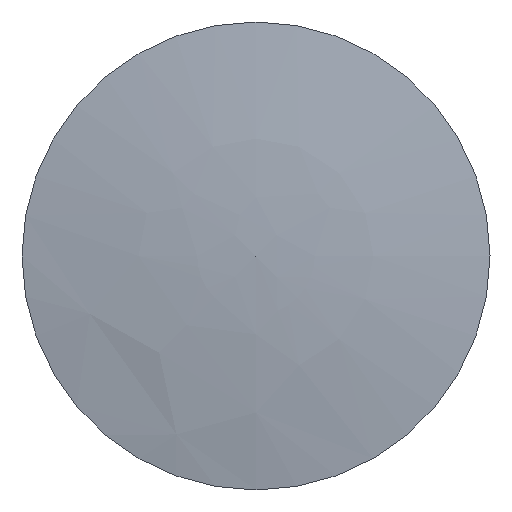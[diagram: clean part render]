
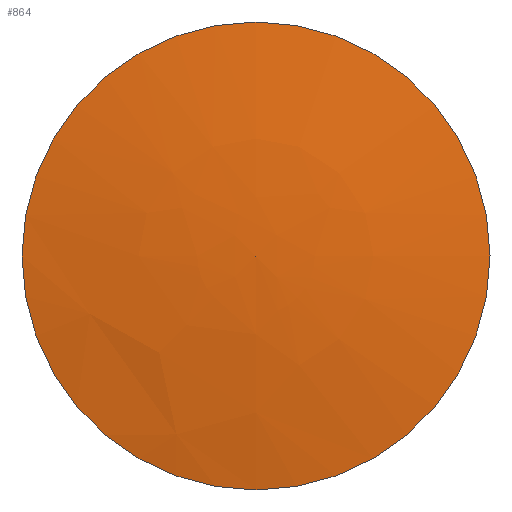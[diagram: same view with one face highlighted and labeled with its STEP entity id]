
A CAD part, left-side view. The second image highlights one B-rep face of the part: STEP entity #864.
In plain terms, the highlighted free-form (B-spline) face has degree [2, 2] with [3, 9] control points.
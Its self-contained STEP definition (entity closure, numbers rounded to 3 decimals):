
#31=(
BOUNDED_SURFACE()
B_SPLINE_SURFACE(2,2,((#1571,#1572,#1573,#1574,#1575,#1576,#1577,#1578,
#1579),(#1580,#1581,#1582,#1583,#1584,#1585,#1586,#1587,#1588),(#1589,#1590,
#1591,#1592,#1593,#1594,#1595,#1596,#1597)),.UNSPECIFIED.,.F.,.T.,.F.)
B_SPLINE_SURFACE_WITH_KNOTS((3,3),(3,2,2,2,3),(1.397,1.563),
(-3.142,-1.571,0.,1.571,3.142),
 .UNSPECIFIED.)
GEOMETRIC_REPRESENTATION_ITEM()
RATIONAL_B_SPLINE_SURFACE(((1.,0.707,1.,0.707,1.,
0.707,1.,0.707,1.),(0.997,0.705,
0.997,0.705,0.997,0.705,0.997,
0.705,0.997),(1.,0.707,1.,0.707,
1.,0.707,1.,0.707,1.)))
REPRESENTATION_ITEM('')
SURFACE()
);
#220=FACE_OUTER_BOUND('',#276,.T.);
#276=EDGE_LOOP('',(#643,#644,#645,#646));
#342=CIRCLE('',#1045,16.5);
#343=CIRCLE('',#1046,16.5);
#344=CIRCLE('',#1047,100.);
#401=VERTEX_POINT('',#1566);
#402=VERTEX_POINT('',#1567);
#403=VERTEX_POINT('',#1598);
#491=EDGE_CURVE('',#401,#402,#342,.T.);
#493=EDGE_CURVE('',#402,#401,#343,.T.);
#494=EDGE_CURVE('',#403,#402,#344,.T.);
#643=ORIENTED_EDGE('',*,*,#494,.T.);
#644=ORIENTED_EDGE('',*,*,#493,.T.);
#645=ORIENTED_EDGE('',*,*,#491,.T.);
#646=ORIENTED_EDGE('',*,*,#494,.F.);
#864=ADVANCED_FACE('',(#220),#31,.F.);
#1045=AXIS2_PLACEMENT_3D('',#1568,#1205,#1206);
#1046=AXIS2_PLACEMENT_3D('',#1570,#1208,#1209);
#1047=AXIS2_PLACEMENT_3D('',#1599,#1210,#1211);
#1205=DIRECTION('center_axis',(-1.,0.,0.));
#1206=DIRECTION('ref_axis',(0.,0.,1.));
#1208=DIRECTION('center_axis',(-1.,0.,0.));
#1209=DIRECTION('ref_axis',(0.,0.,1.));
#1210=DIRECTION('center_axis',(0.,-1.,0.));
#1211=DIRECTION('ref_axis',(0.,0.,-1.));
#1566=CARTESIAN_POINT('',(1.5,-16.5,0.));
#1567=CARTESIAN_POINT('',(1.5,0.,-16.5));
#1568=CARTESIAN_POINT('Origin',(1.5,0.,0.));
#1570=CARTESIAN_POINT('Origin',(1.5,0.,0.));
#1571=CARTESIAN_POINT('Ctrl Pts',(1.5,0.,
-16.5));
#1572=CARTESIAN_POINT('Ctrl Pts',(1.5,-16.5,-16.5));
#1573=CARTESIAN_POINT('Ctrl Pts',(1.5,-16.5,0.));
#1574=CARTESIAN_POINT('Ctrl Pts',(1.5,-16.5,16.5));
#1575=CARTESIAN_POINT('Ctrl Pts',(1.5,0.,
16.5));
#1576=CARTESIAN_POINT('Ctrl Pts',(1.5,16.5,16.5));
#1577=CARTESIAN_POINT('Ctrl Pts',(1.5,16.5,0.));
#1578=CARTESIAN_POINT('Ctrl Pts',(1.5,16.5,-16.5));
#1579=CARTESIAN_POINT('Ctrl Pts',(1.5,0.,
-16.5));
#1580=CARTESIAN_POINT('Ctrl Pts',(0.064,0.,
-8.312));
#1581=CARTESIAN_POINT('Ctrl Pts',(0.064,-8.312,
-8.312));
#1582=CARTESIAN_POINT('Ctrl Pts',(0.064,-8.312,0.));
#1583=CARTESIAN_POINT('Ctrl Pts',(0.064,-8.312,
8.312));
#1584=CARTESIAN_POINT('Ctrl Pts',(0.064,0.,
8.312));
#1585=CARTESIAN_POINT('Ctrl Pts',(0.064,8.312,8.312));
#1586=CARTESIAN_POINT('Ctrl Pts',(0.064,8.312,0.));
#1587=CARTESIAN_POINT('Ctrl Pts',(0.064,8.312,-8.312));
#1588=CARTESIAN_POINT('Ctrl Pts',(0.064,0.,
-8.312));
#1589=CARTESIAN_POINT('Ctrl Pts',(0.,0.,
0.));
#1590=CARTESIAN_POINT('Ctrl Pts',(0.,0.,
0.));
#1591=CARTESIAN_POINT('Ctrl Pts',(0.,0.,
0.));
#1592=CARTESIAN_POINT('Ctrl Pts',(0.,0.,
0.));
#1593=CARTESIAN_POINT('Ctrl Pts',(0.,0.,
0.));
#1594=CARTESIAN_POINT('Ctrl Pts',(0.,0.,
0.));
#1595=CARTESIAN_POINT('Ctrl Pts',(0.,0.,
0.));
#1596=CARTESIAN_POINT('Ctrl Pts',(0.,0.,
0.));
#1597=CARTESIAN_POINT('Ctrl Pts',(0.,0.,
0.));
#1598=CARTESIAN_POINT('',(0.,0.,0.));
#1599=CARTESIAN_POINT('Origin',(99.997,0.,0.772));
